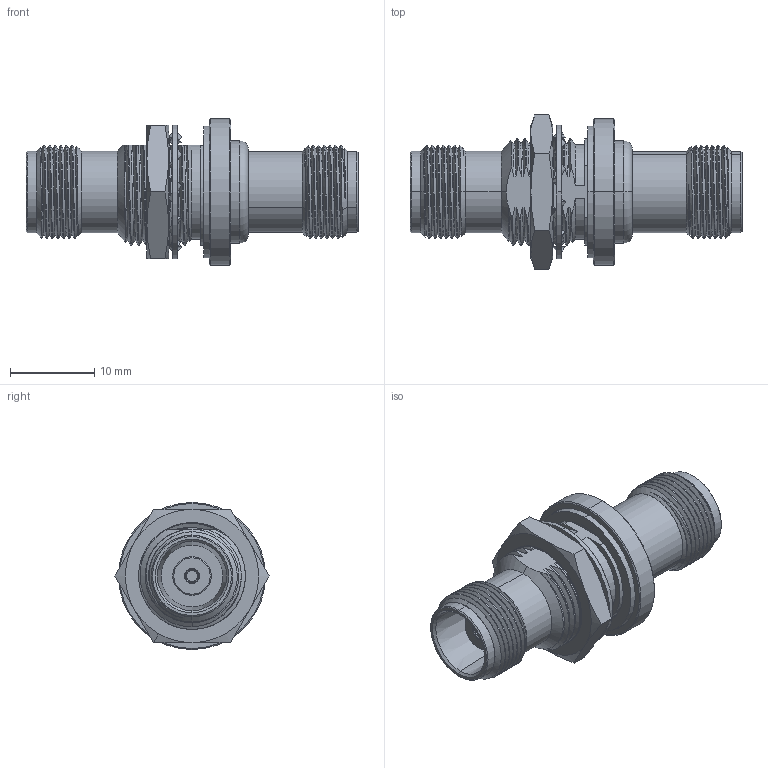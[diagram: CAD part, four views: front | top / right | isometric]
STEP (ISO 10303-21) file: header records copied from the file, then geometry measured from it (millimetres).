
FILE_DESCRIPTION (( 'STEP AP203' ), '1' );
FILE_NAME ('PE9154.step', '2019-01-11T23:59:31', ( '' ), ( '' ), 'SwSTEP 2.0', 'SolidWorks 2017', '' );
FILE_SCHEMA (( 'CONFIG_CONTROL_DESIGN' ));
Length unit declared in the file: inch
Products named in the file (1): PE9154
Bounding box: 39.5 x 18.33 x 17.5 mm (x, y, z)
Volume: 3617.3 mm3; surface area: 3812.7 mm2
Topology: 4 solids, 4 shells, 341 faces, 929 edges, 610 vertices
Faces by surface type: cylinder 112, plane 89, bspline 78, cone 60, torus 2
Entity records: 25534 total; most frequent: CARTESIAN_POINT 17812, ORIENTED_EDGE 1858, DIRECTION 1293, EDGE_CURVE 929, VERTEX_POINT 610, AXIS2_PLACEMENT_3D 486, EDGE_LOOP 361, FACE_OUTER_BOUND 341
